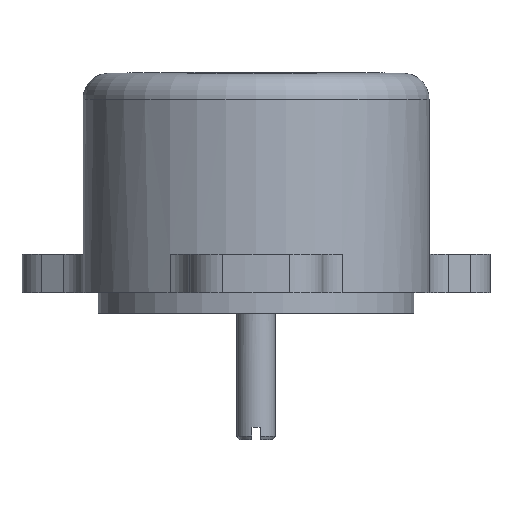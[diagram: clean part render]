
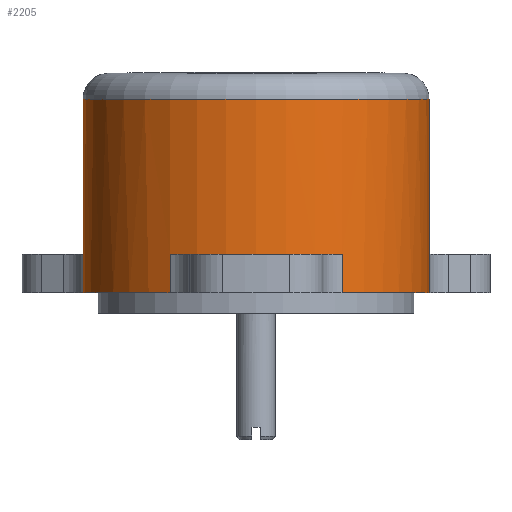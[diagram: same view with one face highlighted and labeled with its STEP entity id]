
A CAD part, front view. The second image highlights one B-rep face of the part: STEP entity #2205.
In plain terms, the highlighted cylindrical face has radius 13.5 mm (diameter 27 mm), a partial arc.
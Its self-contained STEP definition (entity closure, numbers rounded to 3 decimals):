
#374 = AXIS2_PLACEMENT_3D ( 'NONE', #5749, #5735, #5733 ) ;
#2205 = ADVANCED_FACE ( 'NONE', ( #6835 ), #6824, .T. ) ;
#2721 = VERTEX_POINT ( 'NONE', #26722 ) ;
#2725 = VERTEX_POINT ( 'NONE', #26729 ) ;
#2878 = VERTEX_POINT ( 'NONE', #27014 ) ;
#2881 = VERTEX_POINT ( 'NONE', #27020 ) ;
#2886 = VERTEX_POINT ( 'NONE', #27030 ) ;
#2887 = VERTEX_POINT ( 'NONE', #27032 ) ;
#2952 = VERTEX_POINT ( 'NONE', #27151 ) ;
#2996 = VERTEX_POINT ( 'NONE', #27228 ) ;
#5733 = DIRECTION ( 'NONE',  ( -1., 0., 0. ) ) ;
#5735 = DIRECTION ( 'NONE',  ( 0., 0., -1. ) ) ;
#5749 = CARTESIAN_POINT ( 'NONE',  ( 0., 0., 4.6 ) ) ;
#6824 = CYLINDRICAL_SURFACE ( 'NONE', #374, 13.5 ) ;
#6835 = FACE_OUTER_BOUND ( 'NONE', #15885, .T. ) ;
#15885 = EDGE_LOOP ( 'NONE', ( #43975, #43860, #43816, #43956, #43922, #43569, #43504, #43703 ) ) ;
#22609 = CARTESIAN_POINT ( 'NONE',  ( -13.5, 0., 4.6 ) ) ;
#22610 = DIRECTION ( 'NONE',  ( 0., 0., -1. ) ) ;
#22617 = CARTESIAN_POINT ( 'NONE',  ( 13.5, 0., 4.6 ) ) ;
#22623 = DIRECTION ( 'NONE',  ( 0., 0., -1. ) ) ;
#22665 = CARTESIAN_POINT ( 'NONE',  ( 0., 0., 16.7 ) ) ;
#22674 = DIRECTION ( 'NONE',  ( 0., 0., -1. ) ) ;
#22675 = DIRECTION ( 'NONE',  ( -1., 0., 0. ) ) ;
#23696 = VECTOR ( 'NONE', #22623, 1000. ) ;
#23704 = LINE ( 'NONE', #22609, #23705 ) ;
#23705 = VECTOR ( 'NONE', #22610, 1000. ) ;
#23711 = LINE ( 'NONE', #22617, #23696 ) ;
#23750 = CIRCLE ( 'NONE', #45948, 13.5 ) ;
#26722 = CARTESIAN_POINT ( 'NONE',  ( -13.5, 0., 16.7 ) ) ;
#26729 = CARTESIAN_POINT ( 'NONE',  ( 13.5, 0., 16.7 ) ) ;
#27014 = CARTESIAN_POINT ( 'NONE',  ( 6.709, -11.715, 1.6 ) ) ;
#27020 = CARTESIAN_POINT ( 'NONE',  ( 6.709, -11.715, 4.6 ) ) ;
#27030 = CARTESIAN_POINT ( 'NONE',  ( -6.709, -11.715, 4.6 ) ) ;
#27032 = CARTESIAN_POINT ( 'NONE',  ( -6.709, -11.715, 1.6 ) ) ;
#27151 = CARTESIAN_POINT ( 'NONE',  ( 13.5, 0., 1.6 ) ) ;
#27228 = CARTESIAN_POINT ( 'NONE',  ( -13.5, 0., 1.6 ) ) ;
#28526 = LINE ( 'NONE', #34965, #28531 ) ;
#28527 = CIRCLE ( 'NONE', #46156, 13.5 ) ;
#28530 = CIRCLE ( 'NONE', #46167, 13.5 ) ;
#28531 = VECTOR ( 'NONE', #34966, 1000. ) ;
#28532 = CIRCLE ( 'NONE', #46169, 13.5 ) ;
#28533 = LINE ( 'NONE', #34960, #28534 ) ;
#28534 = VECTOR ( 'NONE', #34961, 1000. ) ;
#34938 = CARTESIAN_POINT ( 'NONE',  ( 0., 0., 1.6 ) ) ;
#34946 = CARTESIAN_POINT ( 'NONE',  ( 0., 0., 4.6 ) ) ;
#34947 = DIRECTION ( 'NONE',  ( 0., 0., 1. ) ) ;
#34948 = DIRECTION ( 'NONE',  ( 1., 0., 0. ) ) ;
#34949 = CARTESIAN_POINT ( 'NONE',  ( 0., 0., 1.6 ) ) ;
#34953 = DIRECTION ( 'NONE',  ( 0., 0., 1. ) ) ;
#34954 = DIRECTION ( 'NONE',  ( 1., 0., 0. ) ) ;
#34956 = DIRECTION ( 'NONE',  ( 0., 0., 1. ) ) ;
#34957 = DIRECTION ( 'NONE',  ( 1., 0., 0. ) ) ;
#34960 = CARTESIAN_POINT ( 'NONE',  ( -6.709, -11.715, 4.6 ) ) ;
#34961 = DIRECTION ( 'NONE',  ( 0., 0., -1. ) ) ;
#34965 = CARTESIAN_POINT ( 'NONE',  ( 6.709, -11.715, 4.6 ) ) ;
#34966 = DIRECTION ( 'NONE',  ( 0., 0., -1. ) ) ;
#43504 = ORIENTED_EDGE ( 'NONE', *, *, #57025, .T. ) ;
#43569 = ORIENTED_EDGE ( 'NONE', *, *, #57020, .T. ) ;
#43703 = ORIENTED_EDGE ( 'NONE', *, *, #57018, .T. ) ;
#43816 = ORIENTED_EDGE ( 'NONE', *, *, #55976, .T. ) ;
#43860 = ORIENTED_EDGE ( 'NONE', *, *, #56003, .T. ) ;
#43922 = ORIENTED_EDGE ( 'NONE', *, *, #57023, .F. ) ;
#43956 = ORIENTED_EDGE ( 'NONE', *, *, #57021, .T. ) ;
#43975 = ORIENTED_EDGE ( 'NONE', *, *, #55981, .F. ) ;
#45948 = AXIS2_PLACEMENT_3D ( 'NONE', #22665, #22674, #22675 ) ;
#46156 = AXIS2_PLACEMENT_3D ( 'NONE', #34938, #34947, #34948 ) ;
#46167 = AXIS2_PLACEMENT_3D ( 'NONE', #34946, #34953, #34954 ) ;
#46169 = AXIS2_PLACEMENT_3D ( 'NONE', #34949, #34956, #34957 ) ;
#55976 = EDGE_CURVE ( 'NONE', #2721, #2996, #23704, .T. ) ;
#55981 = EDGE_CURVE ( 'NONE', #2725, #2952, #23711, .T. ) ;
#56003 = EDGE_CURVE ( 'NONE', #2725, #2721, #23750, .T. ) ;
#57018 = EDGE_CURVE ( 'NONE', #2878, #2952, #28527, .T. ) ;
#57020 = EDGE_CURVE ( 'NONE', #2886, #2881, #28530, .T. ) ;
#57021 = EDGE_CURVE ( 'NONE', #2996, #2887, #28532, .T. ) ;
#57023 = EDGE_CURVE ( 'NONE', #2886, #2887, #28533, .T. ) ;
#57025 = EDGE_CURVE ( 'NONE', #2881, #2878, #28526, .T. ) ;
